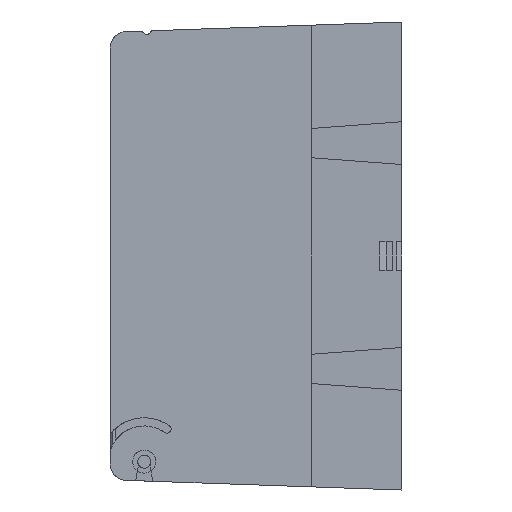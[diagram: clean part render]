
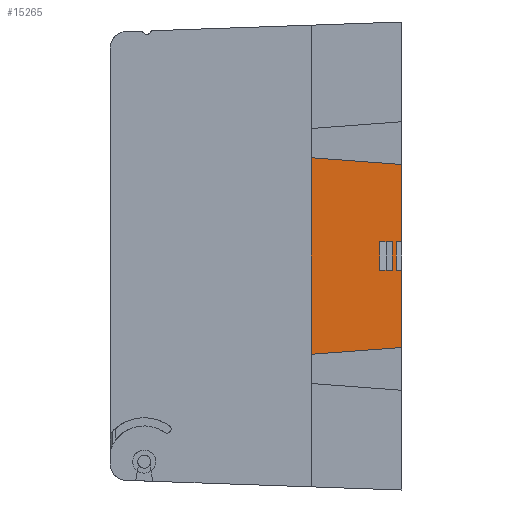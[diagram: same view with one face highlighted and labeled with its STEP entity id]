
A CAD part, left-side view. The second image highlights one B-rep face of the part: STEP entity #15265.
In plain terms, the highlighted planar face has unit normal (-1, 0, 0).
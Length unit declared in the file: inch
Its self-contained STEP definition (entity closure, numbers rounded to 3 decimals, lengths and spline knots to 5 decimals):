
#13 = CARTESIAN_POINT ( 'NONE',  ( -1.365, 0., -0.175 ) ) ;
#237 = ORIENTED_EDGE ( 'NONE', *, *, #28953, .T. ) ;
#731 = DIRECTION ( 'NONE',  ( 0., -1., 0. ) ) ;
#1111 = ORIENTED_EDGE ( 'NONE', *, *, #18304, .F. ) ;
#1202 = CARTESIAN_POINT ( 'NONE',  ( -1.365, -0.55706, -1.07371 ) ) ;
#2343 = CARTESIAN_POINT ( 'NONE',  ( -1.365, 0., 0.175 ) ) ;
#2717 = ORIENTED_EDGE ( 'NONE', *, *, #10287, .F. ) ;
#2719 = ORIENTED_EDGE ( 'NONE', *, *, #20123, .F. ) ;
#3270 = VERTEX_POINT ( 'NONE', #28673 ) ;
#3812 = DIRECTION ( 'NONE',  ( 0., 0., -1. ) ) ;
#3924 = ORIENTED_EDGE ( 'NONE', *, *, #31384, .F. ) ;
#4580 = CARTESIAN_POINT ( 'NONE',  ( -1.365, 0.065, -0.175 ) ) ;
#4617 = EDGE_CURVE ( 'NONE', #18340, #10033, #14023, .T. ) ;
#5246 = VECTOR ( 'NONE', #13827, 39.37008 ) ;
#6172 = VECTOR ( 'NONE', #28776, 39.37008 ) ;
#6254 = DIRECTION ( 'NONE',  ( 0., -1., 0. ) ) ;
#6517 = LINE ( 'NONE', #25970, #7731 ) ;
#7075 = VERTEX_POINT ( 'NONE', #18843 ) ;
#7559 = VECTOR ( 'NONE', #30486, 39.37008 ) ;
#7731 = VECTOR ( 'NONE', #3812, 39.37008 ) ;
#8741 = CARTESIAN_POINT ( 'NONE',  ( -1.365, 0., 1.115 ) ) ;
#9141 = EDGE_CURVE ( 'NONE', #36507, #37739, #22063, .T. ) ;
#9550 = CARTESIAN_POINT ( 'NONE',  ( -1.365, 0., -1.115 ) ) ;
#10033 = VERTEX_POINT ( 'NONE', #9550 ) ;
#10197 = ORIENTED_EDGE ( 'NONE', *, *, #13354, .T. ) ;
#10287 = EDGE_CURVE ( 'NONE', #28450, #34124, #24688, .T. ) ;
#11484 = CARTESIAN_POINT ( 'NONE',  ( -1.365, 0.26794, -0.175 ) ) ;
#11823 = VERTEX_POINT ( 'NONE', #35313 ) ;
#12649 = LINE ( 'NONE', #34993, #34399 ) ;
#12745 = DIRECTION ( 'NONE',  ( 0., 0., 1. ) ) ;
#13354 = EDGE_CURVE ( 'NONE', #7075, #11823, #33771, .T. ) ;
#13827 = DIRECTION ( 'NONE',  ( 0., 0., 1. ) ) ;
#14023 = LINE ( 'NONE', #1202, #23087 ) ;
#14286 = PLANE ( 'NONE',  #23872 ) ;
#14916 = ORIENTED_EDGE ( 'NONE', *, *, #21889, .T. ) ;
#14947 = DIRECTION ( 'NONE',  ( 0., -1., 0. ) ) ;
#15265 = ADVANCED_FACE ( 'NONE', ( #36227, #39300 ), #14286, .F. ) ;
#15942 = EDGE_LOOP ( 'NONE', ( #1111, #14916, #29106, #16313 ) ) ;
#16313 = ORIENTED_EDGE ( 'NONE', *, *, #9141, .F. ) ;
#18304 = EDGE_CURVE ( 'NONE', #29853, #36507, #22236, .T. ) ;
#18340 = VERTEX_POINT ( 'NONE', #19536 ) ;
#18843 = CARTESIAN_POINT ( 'NONE',  ( -1.365, 0.065, 0.175 ) ) ;
#18857 = CARTESIAN_POINT ( 'NONE',  ( -1.365, 1.1, 1.19653 ) ) ;
#19134 = CARTESIAN_POINT ( 'NONE',  ( -1.365, 0.115, -0.175 ) ) ;
#19536 = CARTESIAN_POINT ( 'NONE',  ( -1.365, 1.1, -1.19653 ) ) ;
#19675 = EDGE_CURVE ( 'NONE', #39476, #37739, #30474, .T. ) ;
#20123 = EDGE_CURVE ( 'NONE', #25648, #3270, #24837, .T. ) ;
#20318 = VECTOR ( 'NONE', #29123, 39.37008 ) ;
#21643 = CARTESIAN_POINT ( 'NONE',  ( -1.365, 0.115, -0.175 ) ) ;
#21889 = EDGE_CURVE ( 'NONE', #29853, #39476, #23924, .T. ) ;
#22063 = LINE ( 'NONE', #21643, #35578 ) ;
#22236 = LINE ( 'NONE', #19134, #38365 ) ;
#22289 = CARTESIAN_POINT ( 'NONE',  ( -1.365, 1.1, 6.44233 ) ) ;
#23087 = VECTOR ( 'NONE', #29943, 39.37008 ) ;
#23296 = CARTESIAN_POINT ( 'NONE',  ( -1.365, 0.115, 0.175 ) ) ;
#23781 = EDGE_CURVE ( 'NONE', #28450, #18340, #25815, .T. ) ;
#23872 = AXIS2_PLACEMENT_3D ( 'NONE', #40086, #33111, #39497 ) ;
#23924 = LINE ( 'NONE', #11484, #33336 ) ;
#24117 = DIRECTION ( 'NONE',  ( 0., 0., 1. ) ) ;
#24337 = VECTOR ( 'NONE', #6254, 39.37008 ) ;
#24688 = LINE ( 'NONE', #8741, #7559 ) ;
#24837 = LINE ( 'NONE', #13, #6172 ) ;
#25204 = EDGE_CURVE ( 'NONE', #34124, #11823, #6517, .T. ) ;
#25648 = VERTEX_POINT ( 'NONE', #4580 ) ;
#25815 = LINE ( 'NONE', #22289, #20318 ) ;
#25970 = CARTESIAN_POINT ( 'NONE',  ( -1.365, 0., 6.44233 ) ) ;
#27559 = ORIENTED_EDGE ( 'NONE', *, *, #25204, .F. ) ;
#27903 = EDGE_LOOP ( 'NONE', ( #3924, #2719, #237, #10197, #27559, #2717, #34549, #37665 ) ) ;
#27989 = VECTOR ( 'NONE', #14947, 39.37008 ) ;
#28450 = VERTEX_POINT ( 'NONE', #18857 ) ;
#28673 = CARTESIAN_POINT ( 'NONE',  ( -1.365, 0., -0.175 ) ) ;
#28776 = DIRECTION ( 'NONE',  ( 0., -1., 0. ) ) ;
#28953 = EDGE_CURVE ( 'NONE', #25648, #7075, #32647, .T. ) ;
#29106 = ORIENTED_EDGE ( 'NONE', *, *, #19675, .T. ) ;
#29123 = DIRECTION ( 'NONE',  ( 0., 0., -1. ) ) ;
#29554 = CARTESIAN_POINT ( 'NONE',  ( -1.365, 0.065, -0.175 ) ) ;
#29853 = VERTEX_POINT ( 'NONE', #30456 ) ;
#29943 = DIRECTION ( 'NONE',  ( 0., -0.997, 0.074 ) ) ;
#30456 = CARTESIAN_POINT ( 'NONE',  ( -1.365, 0.26794, -0.175 ) ) ;
#30474 = LINE ( 'NONE', #33565, #27989 ) ;
#30486 = DIRECTION ( 'NONE',  ( 0., -0.997, -0.074 ) ) ;
#31384 = EDGE_CURVE ( 'NONE', #3270, #10033, #12649, .T. ) ;
#32647 = LINE ( 'NONE', #29554, #5246 ) ;
#33111 = DIRECTION ( 'NONE',  ( 1., 0., 0. ) ) ;
#33336 = VECTOR ( 'NONE', #24117, 39.37008 ) ;
#33565 = CARTESIAN_POINT ( 'NONE',  ( -1.365, 0.115, 0.175 ) ) ;
#33771 = LINE ( 'NONE', #2343, #24337 ) ;
#34124 = VERTEX_POINT ( 'NONE', #34992 ) ;
#34399 = VECTOR ( 'NONE', #37874, 39.37008 ) ;
#34549 = ORIENTED_EDGE ( 'NONE', *, *, #23781, .T. ) ;
#34940 = CARTESIAN_POINT ( 'NONE',  ( -1.365, 0.26794, 0.175 ) ) ;
#34988 = CARTESIAN_POINT ( 'NONE',  ( -1.365, 0.115, -0.175 ) ) ;
#34992 = CARTESIAN_POINT ( 'NONE',  ( -1.365, 0., 1.115 ) ) ;
#34993 = CARTESIAN_POINT ( 'NONE',  ( -1.365, 0., 6.44233 ) ) ;
#35313 = CARTESIAN_POINT ( 'NONE',  ( -1.365, 0., 0.175 ) ) ;
#35578 = VECTOR ( 'NONE', #12745, 39.37008 ) ;
#36227 = FACE_OUTER_BOUND ( 'NONE', #27903, .T. ) ;
#36507 = VERTEX_POINT ( 'NONE', #34988 ) ;
#37665 = ORIENTED_EDGE ( 'NONE', *, *, #4617, .T. ) ;
#37739 = VERTEX_POINT ( 'NONE', #23296 ) ;
#37874 = DIRECTION ( 'NONE',  ( 0., 0., -1. ) ) ;
#38365 = VECTOR ( 'NONE', #731, 39.37008 ) ;
#39300 = FACE_BOUND ( 'NONE', #15942, .T. ) ;
#39476 = VERTEX_POINT ( 'NONE', #34940 ) ;
#39497 = DIRECTION ( 'NONE',  ( 0., 0., -1. ) ) ;
#40086 = CARTESIAN_POINT ( 'NONE',  ( -1.365, 0., 6.44233 ) ) ;
